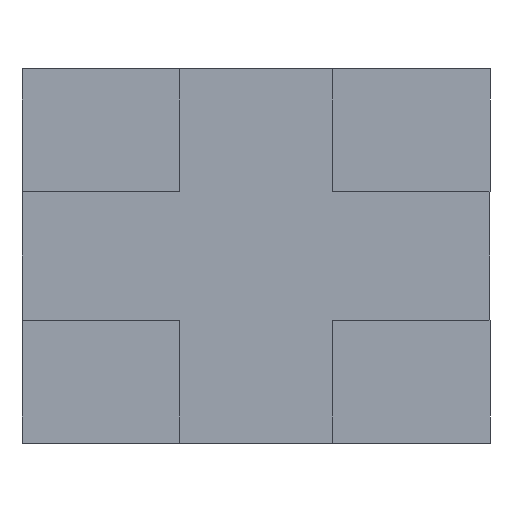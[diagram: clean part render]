
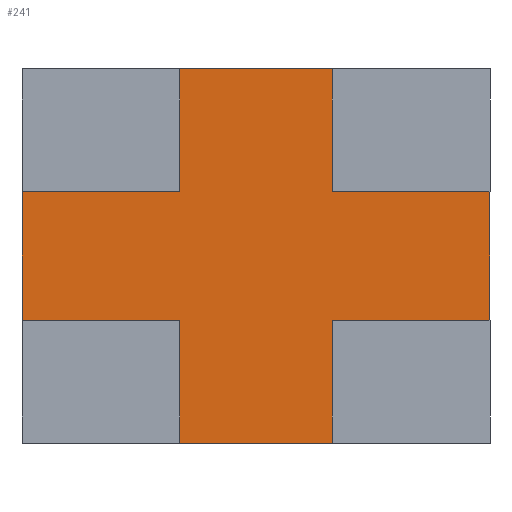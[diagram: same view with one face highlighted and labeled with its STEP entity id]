
A CAD part, front view. The second image highlights one B-rep face of the part: STEP entity #241.
In plain terms, the highlighted planar face has unit normal (0, -1, 0).
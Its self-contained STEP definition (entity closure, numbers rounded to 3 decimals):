
#99 = FACE_OUTER_BOUND($, #109 ,.T.);
#109 = EDGE_LOOP($,( #218 , #219 , #220 , #221 ));
#121 = LINE($, #323 , #141 );
#124 = LINE($, #328 , #144 );
#126 = LINE($, #332 , #146 );
#129 = LINE($, #338 , #149 );
#141 = VECTOR($, #276 ,5.);
#144 = VECTOR($, #281 ,7.);
#146 = VECTOR($, #285 ,5.);
#149 = VECTOR($, #294 ,7.);
#158 = VERTEX_POINT($, #320 );
#159 = VERTEX_POINT($, #322 );
#160 = VERTEX_POINT($, #326 );
#161 = VERTEX_POINT($, #330 );
#173 = EDGE_CURVE($, #159 , #158 , #121 ,.T.);
#176 = EDGE_CURVE($, #158 , #160 , #124 ,.T.);
#178 = EDGE_CURVE($, #160 , #161 , #126 ,.T.);
#181 = EDGE_CURVE($, #161 , #159 , #129 ,.T.);
#218 = ORIENTED_EDGE($,*,*, #176 ,.T.);
#219 = ORIENTED_EDGE($,*,*, #178 ,.T.);
#220 = ORIENTED_EDGE($,*,*, #181 ,.T.);
#221 = ORIENTED_EDGE($,*,*, #173 ,.T.);
#231 = PLANE($, #254 );
#241 = ADVANCED_FACE($,( #99 ), #231 ,.F.);
#254 = AXIS2_PLACEMENT_3D($, #339 , #295 , #296 );
#276 = DIRECTION($,(0.,0.,-1.));
#281 = DIRECTION($,(1.,0.,0.));
#285 = DIRECTION($,(0.,0.,1.));
#294 = DIRECTION($,(-1.,0.,0.));
#295 = DIRECTION('center_axis',(0.,1.,0.));
#296 = DIRECTION('ref_axis',(0.,0.,1.));
#320 = CARTESIAN_POINT('',(-1.,0.01,-0.8));
#322 = CARTESIAN_POINT('',(-1.,0.01,0.8));
#323 = CARTESIAN_POINT($,(-1.,0.01,0.8));
#326 = CARTESIAN_POINT('',(1.,0.01,-0.8));
#328 = CARTESIAN_POINT($,(-1.,0.01,-0.8));
#330 = CARTESIAN_POINT('',(1.,0.01,0.8));
#332 = CARTESIAN_POINT($,(1.,0.01,-0.8));
#338 = CARTESIAN_POINT($,(1.,0.01,0.8));
#339 = CARTESIAN_POINT('Origin',(0.,0.01,0.));
